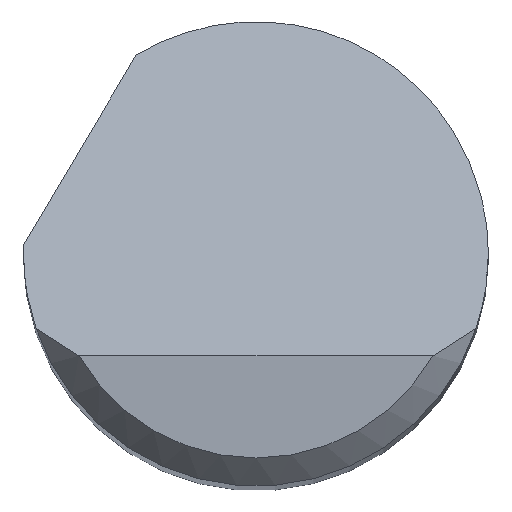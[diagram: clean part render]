
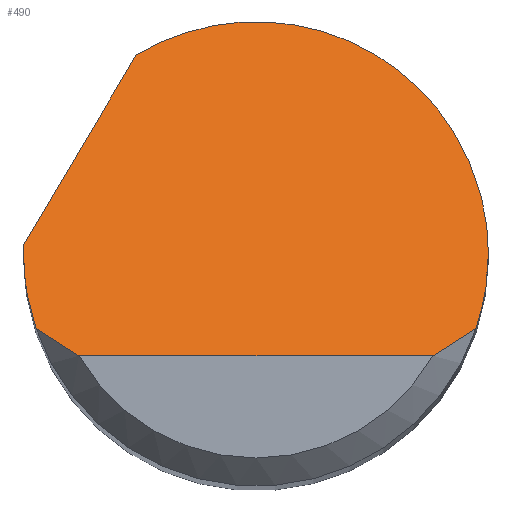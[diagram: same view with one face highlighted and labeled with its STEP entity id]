
A CAD part, top view. The second image highlights one B-rep face of the part: STEP entity #490.
In plain terms, the highlighted planar face has unit normal (0, 0.707, 0.707).
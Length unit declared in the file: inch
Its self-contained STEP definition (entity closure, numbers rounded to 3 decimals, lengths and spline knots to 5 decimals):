
#18 = EDGE_CURVE ( 'NONE', #496, #677, #202, .T. ) ;
#24 =( BOUNDED_CURVE ( )  B_SPLINE_CURVE ( 3, ( #422, #155, #31, #566 ),
 .UNSPECIFIED., .F., .T. ) 
 B_SPLINE_CURVE_WITH_KNOTS ( ( 4, 4 ),
 ( 5.74227, 7.85398 ),
 .UNSPECIFIED. ) 
 CURVE ( )  GEOMETRIC_REPRESENTATION_ITEM ( )  RATIONAL_B_SPLINE_CURVE ( ( 1., 0.662, 0.662, 1. ) ) 
 REPRESENTATION_ITEM ( '' )  );
#25 = VERTEX_POINT ( 'NONE', #260 ) ;
#31 = CARTESIAN_POINT ( 'NONE',  ( 0.125, 0.10961, 1.83539 ) ) ;
#42 = CARTESIAN_POINT ( 'NONE',  ( -0.06437, 0.10715, 1.83785 ) ) ;
#48 = CARTESIAN_POINT ( 'NONE',  ( 0.125, -0.01363, 1.95863 ) ) ;
#49 = CARTESIAN_POINT ( 'NONE',  ( -0.10339, -0.05031, 1.99531 ) ) ;
#68 = B_SPLINE_CURVE_WITH_KNOTS ( 'NONE', 3,
 ( #98, #505, #215, #361 ),
 .UNSPECIFIED., .F., .F.,
 ( 4, 4 ),
 ( 0., 0.0008 ),
 .UNSPECIFIED. ) ;
#71 = DIRECTION ( 'NONE',  ( 0., -0.707, -0.707 ) ) ;
#80 = CARTESIAN_POINT ( 'NONE',  ( -0.1249, 0.005, 1.94 ) ) ;
#83 = LINE ( 'NONE', #405, #860 ) ;
#84 = CARTESIAN_POINT ( 'NONE',  ( -0.125, 0., 1.945 ) ) ;
#85 = ORIENTED_EDGE ( 'NONE', *, *, #893, .F. ) ;
#98 = CARTESIAN_POINT ( 'NONE',  ( 0.09526, -0.055, 2. ) ) ;
#117 = B_SPLINE_CURVE_WITH_KNOTS ( 'NONE', 3,
 ( #660, #460, #49, #588 ),
 .UNSPECIFIED., .F., .F.,
 ( 4, 4 ),
 ( 0., 0.0008 ),
 .UNSPECIFIED. ) ;
#120 = EDGE_CURVE ( 'NONE', #229, #496, #764, .T. ) ;
#121 = EDGE_CURVE ( 'NONE', #677, #477, #24, .T. ) ;
#152 = FACE_OUTER_BOUND ( 'NONE', #564, .T. ) ;
#155 = CARTESIAN_POINT ( 'NONE',  ( 0.0296, 0.1636, 1.7814 ) ) ;
#163 = CARTESIAN_POINT ( 'NONE',  ( -0.09526, -0.055, 2. ) ) ;
#166 = CARTESIAN_POINT ( 'NONE',  ( -0.125, 0., 1.945 ) ) ;
#180 = EDGE_CURVE ( 'NONE', #25, #229, #284, .T. ) ;
#202 = LINE ( 'NONE', #322, #801 ) ;
#206 = DIRECTION ( 'NONE',  ( 0., 0.707, -0.707 ) ) ;
#215 = CARTESIAN_POINT ( 'NONE',  ( 0.11107, -0.04528, 1.99028 ) ) ;
#229 = VERTEX_POINT ( 'NONE', #84 ) ;
#230 = CARTESIAN_POINT ( 'NONE',  ( -0.12279, -0.02708, 1.97208 ) ) ;
#260 = CARTESIAN_POINT ( 'NONE',  ( -0.11843, -0.04, 1.985 ) ) ;
#261 = CARTESIAN_POINT ( 'NONE',  ( -0.125, -0.055, 2. ) ) ;
#284 =( BOUNDED_CURVE ( )  B_SPLINE_CURVE ( 3, ( #725, #230, #796, #166 ),
 .UNSPECIFIED., .F., .T. ) 
 B_SPLINE_CURVE_WITH_KNOTS ( ( 4, 4 ),
 ( 4.38666, 4.71239 ),
 .UNSPECIFIED. ) 
 CURVE ( )  GEOMETRIC_REPRESENTATION_ITEM ( )  RATIONAL_B_SPLINE_CURVE ( ( 1., 0.991, 0.991, 1. ) ) 
 REPRESENTATION_ITEM ( '' )  );
#289 = CARTESIAN_POINT ( 'NONE',  ( 0.09526, -0.055, 2. ) ) ;
#294 = CARTESIAN_POINT ( 'NONE',  ( -0.12497, 0.00333, 1.94167 ) ) ;
#303 = CARTESIAN_POINT ( 'NONE',  ( 0.12279, -0.02708, 1.97208 ) ) ;
#322 = CARTESIAN_POINT ( 'NONE',  ( -0.15516, -0.04606, 1.99106 ) ) ;
#361 = CARTESIAN_POINT ( 'NONE',  ( 0.11843, -0.04, 1.985 ) ) ;
#405 = CARTESIAN_POINT ( 'NONE',  ( 0., -0.055, 2. ) ) ;
#422 = CARTESIAN_POINT ( 'NONE',  ( -0.06437, 0.10715, 1.83785 ) ) ;
#432 = CARTESIAN_POINT ( 'NONE',  ( -0.125, 0.00167, 1.94333 ) ) ;
#459 = AXIS2_PLACEMENT_3D ( 'NONE', #261, #71, #206 ) ;
#460 = CARTESIAN_POINT ( 'NONE',  ( -0.11107, -0.04528, 1.99028 ) ) ;
#468 = DIRECTION ( 'NONE',  ( 0.386, 0.652, -0.652 ) ) ;
#471 = ORIENTED_EDGE ( 'NONE', *, *, #838, .T. ) ;
#477 = VERTEX_POINT ( 'NONE', #516 ) ;
#490 = ADVANCED_FACE ( 'NONE', ( #152 ), #684, .F. ) ;
#496 = VERTEX_POINT ( 'NONE', #80 ) ;
#497 = CARTESIAN_POINT ( 'NONE',  ( -0.125, 0., 1.945 ) ) ;
#505 = CARTESIAN_POINT ( 'NONE',  ( 0.10339, -0.05031, 1.99531 ) ) ;
#511 = CARTESIAN_POINT ( 'NONE',  ( -0.1249, 0.005, 1.94 ) ) ;
#516 = CARTESIAN_POINT ( 'NONE',  ( 0.125, 0., 1.945 ) ) ;
#540 = CARTESIAN_POINT ( 'NONE',  ( 0.11843, -0.04, 1.985 ) ) ;
#564 = EDGE_LOOP ( 'NONE', ( #586, #674, #85, #795, #758, #737, #774, #471 ) ) ;
#566 = CARTESIAN_POINT ( 'NONE',  ( 0.125, 0., 1.945 ) ) ;
#586 = ORIENTED_EDGE ( 'NONE', *, *, #612, .T. ) ;
#588 = CARTESIAN_POINT ( 'NONE',  ( -0.09526, -0.055, 2. ) ) ;
#591 = VERTEX_POINT ( 'NONE', #540 ) ;
#612 = EDGE_CURVE ( 'NONE', #675, #658, #83, .T. ) ;
#658 = VERTEX_POINT ( 'NONE', #289 ) ;
#659 = CARTESIAN_POINT ( 'NONE',  ( 0.125, 0., 1.945 ) ) ;
#660 = CARTESIAN_POINT ( 'NONE',  ( -0.11843, -0.04, 1.985 ) ) ;
#674 = ORIENTED_EDGE ( 'NONE', *, *, #679, .T. ) ;
#675 = VERTEX_POINT ( 'NONE', #163 ) ;
#677 = VERTEX_POINT ( 'NONE', #42 ) ;
#679 = EDGE_CURVE ( 'NONE', #658, #591, #68, .T. ) ;
#684 = PLANE ( 'NONE',  #459 ) ;
#725 = CARTESIAN_POINT ( 'NONE',  ( -0.11843, -0.04, 1.985 ) ) ;
#728 = CARTESIAN_POINT ( 'NONE',  ( 0.11843, -0.04, 1.985 ) ) ;
#737 = ORIENTED_EDGE ( 'NONE', *, *, #120, .F. ) ;
#758 = ORIENTED_EDGE ( 'NONE', *, *, #18, .F. ) ;
#764 =( BOUNDED_CURVE ( )  B_SPLINE_CURVE ( 3, ( #497, #432, #294, #511 ),
 .UNSPECIFIED., .F., .T. ) 
 B_SPLINE_CURVE_WITH_KNOTS ( ( 4, 4 ),
 ( 4.71239, 4.7524 ),
 .UNSPECIFIED. ) 
 CURVE ( )  GEOMETRIC_REPRESENTATION_ITEM ( )  RATIONAL_B_SPLINE_CURVE ( ( 1., 1., 1., 1. ) ) 
 REPRESENTATION_ITEM ( '' )  );
#774 = ORIENTED_EDGE ( 'NONE', *, *, #180, .F. ) ;
#795 = ORIENTED_EDGE ( 'NONE', *, *, #121, .F. ) ;
#796 = CARTESIAN_POINT ( 'NONE',  ( -0.125, -0.01363, 1.95863 ) ) ;
#801 = VECTOR ( 'NONE', #468, 39.37008 ) ;
#808 =( BOUNDED_CURVE ( )  B_SPLINE_CURVE ( 3, ( #659, #48, #303, #728 ),
 .UNSPECIFIED., .F., .T. ) 
 B_SPLINE_CURVE_WITH_KNOTS ( ( 4, 4 ),
 ( 1.5708, 1.89653 ),
 .UNSPECIFIED. ) 
 CURVE ( )  GEOMETRIC_REPRESENTATION_ITEM ( )  RATIONAL_B_SPLINE_CURVE ( ( 1., 0.991, 0.991, 1. ) ) 
 REPRESENTATION_ITEM ( '' )  );
#835 = DIRECTION ( 'NONE',  ( 1., 0., 0. ) ) ;
#838 = EDGE_CURVE ( 'NONE', #25, #675, #117, .T. ) ;
#860 = VECTOR ( 'NONE', #835, 39.37008 ) ;
#893 = EDGE_CURVE ( 'NONE', #477, #591, #808, .T. ) ;
